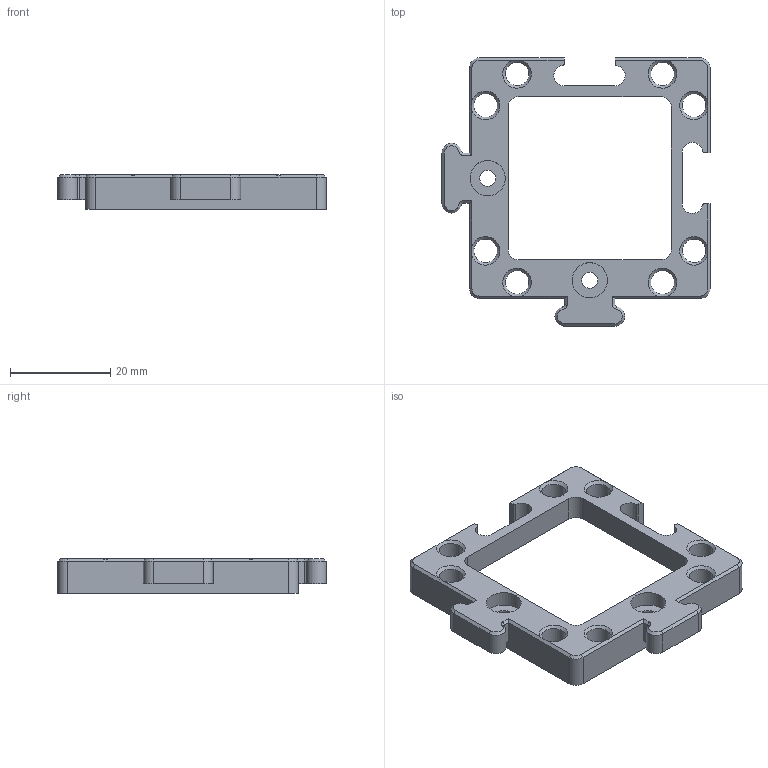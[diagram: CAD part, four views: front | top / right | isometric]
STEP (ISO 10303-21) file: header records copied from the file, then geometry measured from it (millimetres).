
FILE_DESCRIPTION(/* description */ (''),/* implementation_level */ '2;1');
FILE_NAME(/* name */ 'EXPPERIMENT_LEGO_10_Base_puzzle_v3.ipt.step',/* time_stamp */ '2022-11-29T08:35:11+01:00',/* author */ ('diederichbenedict'),/* organization */ (''),/* preprocessor_version */ 'ST-DEVELOPER v18.1',/* originating_system */ 'Autodesk Inventor 2022',/* authorisation */ '');
FILE_SCHEMA (('AUTOMOTIVE_DESIGN { 1 0 10303 214 3 1 1 }'));
Length unit declared in the file: millimetre
Products named in the file (1): 10_Base_puzzle_v3
Bounding box: 53.5 x 53.5 x 6.91 mm (x, y, z)
Volume: 5645 mm3; surface area: 5366.1 mm2
Topology: 1 solids, 1 shells, 118 faces, 358 edges, 228 vertices
Faces by surface type: plane 58, cylinder 40, cone 20
Full cylindrical faces by diameter (mm): 3.2 x2, 4.7 x8, 7 x2
Entity records: 4091 total; most frequent: CARTESIAN_POINT 721, ORIENTED_EDGE 716, DIRECTION 716, EDGE_CURVE 358, AXIS2_PLACEMENT_3D 247, VERTEX_POINT 228, LINE 222, VECTOR 222
